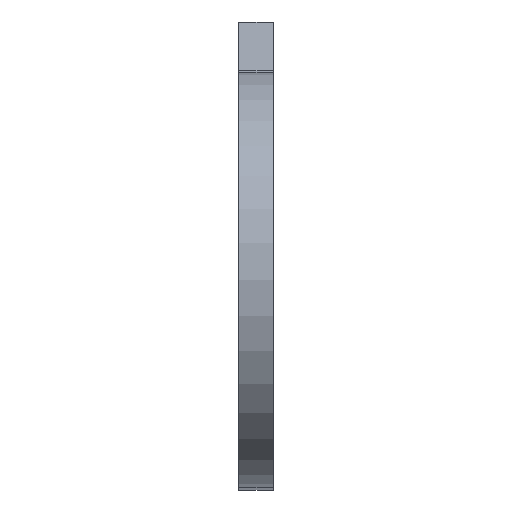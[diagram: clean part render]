
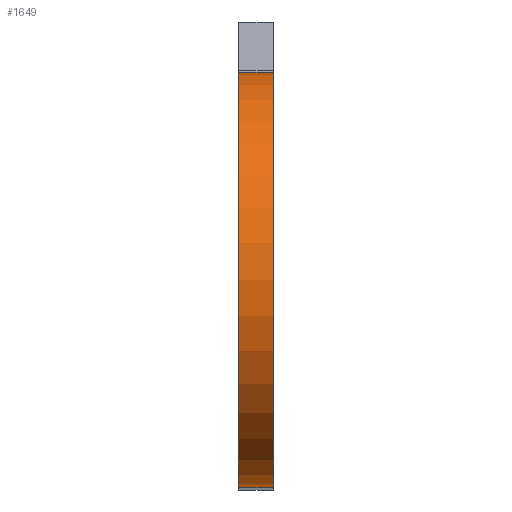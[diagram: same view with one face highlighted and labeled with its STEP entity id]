
A CAD part, top view. The second image highlights one B-rep face of the part: STEP entity #1649.
In plain terms, the highlighted cylindrical face has radius 18 mm (diameter 36 mm), a partial arc.
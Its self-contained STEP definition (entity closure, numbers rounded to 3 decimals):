
#56=CYLINDRICAL_SURFACE('',#1837,18.);
#75=CIRCLE('',#1678,18.);
#156=CIRCLE('',#1838,18.);
#237=FACE_OUTER_BOUND('',#327,.T.);
#327=EDGE_LOOP('',(#1445,#1446,#1447,#1448));
#462=LINE('',#2720,#618);
#492=LINE('',#2809,#648);
#618=VECTOR('',#2211,10.);
#648=VECTOR('',#2323,10.);
#663=VERTEX_POINT('',#2361);
#664=VERTEX_POINT('',#2363);
#790=VERTEX_POINT('',#2719);
#808=VERTEX_POINT('',#2807);
#824=EDGE_CURVE('',#664,#663,#75,.T.);
#1002=EDGE_CURVE('',#664,#790,#462,.T.);
#1047=EDGE_CURVE('',#663,#808,#492,.T.);
#1048=EDGE_CURVE('',#790,#808,#156,.T.);
#1445=ORIENTED_EDGE('',*,*,#824,.T.);
#1446=ORIENTED_EDGE('',*,*,#1047,.T.);
#1447=ORIENTED_EDGE('',*,*,#1048,.F.);
#1448=ORIENTED_EDGE('',*,*,#1002,.F.);
#1649=ADVANCED_FACE('',(#237),#56,.T.);
#1678=AXIS2_PLACEMENT_3D('',#2364,#1863,#1864);
#1837=AXIS2_PLACEMENT_3D('',#2810,#2324,#2325);
#1838=AXIS2_PLACEMENT_3D('',#2811,#2326,#2327);
#1863=DIRECTION('center_axis',(1.,0.,0.));
#1864=DIRECTION('ref_axis',(0.,1.,0.));
#2211=DIRECTION('',(1.,0.,0.));
#2323=DIRECTION('',(1.,0.,0.));
#2324=DIRECTION('center_axis',(1.,0.,0.));
#2325=DIRECTION('ref_axis',(0.,1.,0.));
#2326=DIRECTION('center_axis',(1.,0.,0.));
#2327=DIRECTION('ref_axis',(0.,1.,0.));
#2361=CARTESIAN_POINT('',(0.,-18.,-11.));
#2363=CARTESIAN_POINT('',(0.,18.,-11.));
#2364=CARTESIAN_POINT('Origin',(0.,0.,-11.));
#2719=CARTESIAN_POINT('',(3.,18.,-11.));
#2720=CARTESIAN_POINT('',(0.,18.,-11.));
#2807=CARTESIAN_POINT('',(3.,-18.,-11.));
#2809=CARTESIAN_POINT('',(0.,-18.,-11.));
#2810=CARTESIAN_POINT('Origin',(0.,0.,-11.));
#2811=CARTESIAN_POINT('Origin',(3.,0.,-11.));
